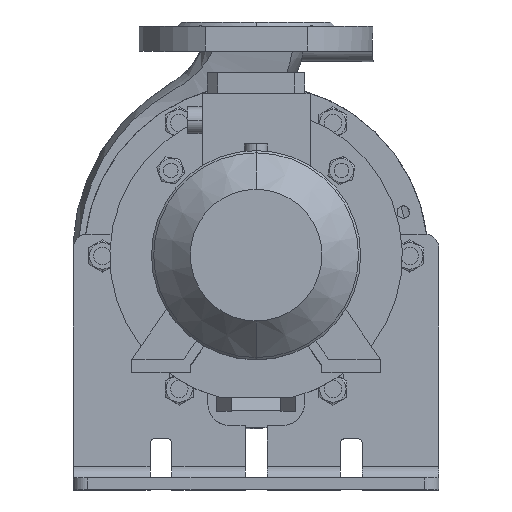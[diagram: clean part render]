
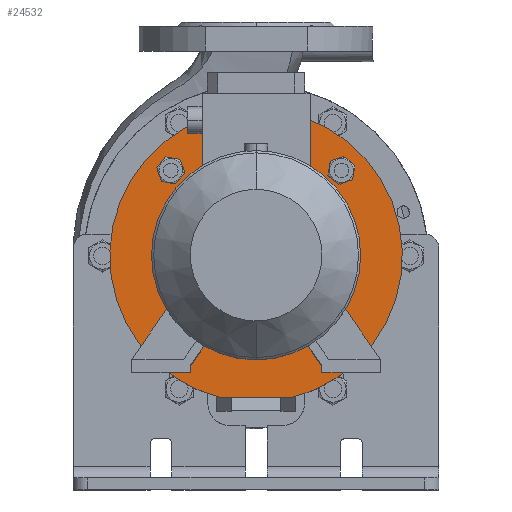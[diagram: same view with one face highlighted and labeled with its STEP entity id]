
A CAD part, top view. The second image highlights one B-rep face of the part: STEP entity #24532.
In plain terms, the highlighted planar face has unit normal (0, 0, 1).
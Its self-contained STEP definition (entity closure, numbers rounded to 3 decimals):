
#1206 = DIRECTION ( 'NONE',  ( 0., 0., -1. ) ) ;
#2700 = DIRECTION ( 'NONE',  ( 0., 1., 0. ) ) ;
#3581 = AXIS2_PLACEMENT_3D ( 'NONE', #21206, #51952, #4520 ) ;
#3949 = EDGE_CURVE ( 'NONE', #26019, #28784, #46381, .T. ) ;
#4033 = FACE_OUTER_BOUND ( 'NONE', #10990, .T. ) ;
#4287 = VERTEX_POINT ( 'NONE', #42842 ) ;
#4429 = DIRECTION ( 'NONE',  ( 0., 0., -1. ) ) ;
#4520 = DIRECTION ( 'NONE',  ( 0., -1., 0. ) ) ;
#4986 = AXIS2_PLACEMENT_3D ( 'NONE', #22795, #40413, #48971 ) ;
#5795 = EDGE_CURVE ( 'NONE', #32453, #36082, #16157, .T. ) ;
#6004 = CARTESIAN_POINT ( 'NONE',  ( -24.31, -97., 169. ) ) ;
#6110 = FACE_BOUND ( 'NONE', #52313, .T. ) ;
#6781 = DIRECTION ( 'NONE',  ( 0., 0., -1. ) ) ;
#7269 = AXIS2_PLACEMENT_3D ( 'NONE', #11996, #37243, #2700 ) ;
#7772 = AXIS2_PLACEMENT_3D ( 'NONE', #32793, #6781, #11151 ) ;
#8913 = EDGE_LOOP ( 'NONE', ( #19101, #10869 ) ) ;
#9573 = DIRECTION ( 'NONE',  ( 0., -1., 0. ) ) ;
#10023 = EDGE_CURVE ( 'NONE', #26370, #44372, #35717, .T. ) ;
#10338 = CARTESIAN_POINT ( 'NONE',  ( -59.739, -66.289, 169. ) ) ;
#10599 = DIRECTION ( 'NONE',  ( 0., -1., 0. ) ) ;
#10869 = ORIENTED_EDGE ( 'NONE', *, *, #23417, .T. ) ;
#10990 = EDGE_LOOP ( 'NONE', ( #18683, #22478, #32090 ) ) ;
#11151 = DIRECTION ( 'NONE',  ( 0., 1., 0. ) ) ;
#11332 = DIRECTION ( 'NONE',  ( 0., 0., -1. ) ) ;
#11686 = EDGE_CURVE ( 'NONE', #14316, #32453, #35318, .T. ) ;
#11915 = DIRECTION ( 'NONE',  ( 0., 0., -1. ) ) ;
#11996 = CARTESIAN_POINT ( 'NONE',  ( 0., 0., 169. ) ) ;
#12712 = CARTESIAN_POINT ( 'NONE',  ( 0., 0., 169. ) ) ;
#13037 = EDGE_CURVE ( 'NONE', #33298, #43034, #25240, .T. ) ;
#13940 = DIRECTION ( 'NONE',  ( 0., -1., 0. ) ) ;
#14136 = CARTESIAN_POINT ( 'NONE',  ( -56.934, -50.384, 169. ) ) ;
#14316 = VERTEX_POINT ( 'NONE', #6004 ) ;
#14563 = CIRCLE ( 'NONE', #33439, 8.075 ) ;
#15455 = AXIS2_PLACEMENT_3D ( 'NONE', #51255, #29776, #55573 ) ;
#15498 = ORIENTED_EDGE ( 'NONE', *, *, #42906, .F. ) ;
#16157 = CIRCLE ( 'NONE', #7269, 100. ) ;
#17039 = CARTESIAN_POINT ( 'NONE',  ( 56.934, 50.384, 169. ) ) ;
#17765 = CIRCLE ( 'NONE', #40410, 70. ) ;
#18683 = ORIENTED_EDGE ( 'NONE', *, *, #52921, .T. ) ;
#18933 = CARTESIAN_POINT ( 'NONE',  ( 59.739, 66.289, 169. ) ) ;
#19101 = ORIENTED_EDGE ( 'NONE', *, *, #10023, .T. ) ;
#20489 = ORIENTED_EDGE ( 'NONE', *, *, #27363, .T. ) ;
#21206 = CARTESIAN_POINT ( 'NONE',  ( 0., 100., 169. ) ) ;
#21599 = LINE ( 'NONE', #29513, #50133 ) ;
#21712 = AXIS2_PLACEMENT_3D ( 'NONE', #36768, #11332, #10599 ) ;
#22092 = DIRECTION ( 'NONE',  ( 0., 0., 1. ) ) ;
#22129 = CIRCLE ( 'NONE', #55809, 8.075 ) ;
#22478 = ORIENTED_EDGE ( 'NONE', *, *, #5795, .F. ) ;
#22795 = CARTESIAN_POINT ( 'NONE',  ( -58.336, -58.336, 169. ) ) ;
#23417 = EDGE_CURVE ( 'NONE', #44372, #26370, #33515, .T. ) ;
#24532 = ADVANCED_FACE ( 'NONE', ( #30531, #35310, #32591, #6110, #4033, #52898 ), #29129, .T. ) ;
#25240 = CIRCLE ( 'NONE', #7772, 70. ) ;
#26019 = VERTEX_POINT ( 'NONE', #10338 ) ;
#26370 = VERTEX_POINT ( 'NONE', #17039 ) ;
#26506 = CIRCLE ( 'NONE', #55766, 8.075 ) ;
#26792 = DIRECTION ( 'NONE',  ( 0., 0., 1. ) ) ;
#27363 = EDGE_CURVE ( 'NONE', #39656, #42881, #45081, .T. ) ;
#27802 = DIRECTION ( 'NONE',  ( 0., 0., -1. ) ) ;
#27917 = CARTESIAN_POINT ( 'NONE',  ( 0., -70., 169. ) ) ;
#28449 = AXIS2_PLACEMENT_3D ( 'NONE', #47153, #11915, #29511 ) ;
#28784 = VERTEX_POINT ( 'NONE', #14136 ) ;
#29129 = PLANE ( 'NONE',  #3581 ) ;
#29511 = DIRECTION ( 'NONE',  ( 0., -1., 0. ) ) ;
#29513 = CARTESIAN_POINT ( 'NONE',  ( -100., -97., 169. ) ) ;
#29674 = CIRCLE ( 'NONE', #4986, 8.075 ) ;
#29776 = DIRECTION ( 'NONE',  ( 0., 0., -1. ) ) ;
#30379 = CARTESIAN_POINT ( 'NONE',  ( 58.336, -58.336, 169. ) ) ;
#30531 = FACE_BOUND ( 'NONE', #8913, .T. ) ;
#31180 = ORIENTED_EDGE ( 'NONE', *, *, #51919, .T. ) ;
#31286 = AXIS2_PLACEMENT_3D ( 'NONE', #40706, #27802, #36585 ) ;
#31405 = CARTESIAN_POINT ( 'NONE',  ( -58.336, 58.336, 169. ) ) ;
#32090 = ORIENTED_EDGE ( 'NONE', *, *, #11686, .F. ) ;
#32453 = VERTEX_POINT ( 'NONE', #41682 ) ;
#32591 = FACE_BOUND ( 'NONE', #48930, .T. ) ;
#32793 = CARTESIAN_POINT ( 'NONE',  ( 0., 0., 169. ) ) ;
#33285 = ORIENTED_EDGE ( 'NONE', *, *, #3949, .T. ) ;
#33298 = VERTEX_POINT ( 'NONE', #34641 ) ;
#33439 = AXIS2_PLACEMENT_3D ( 'NONE', #31405, #22092, #9573 ) ;
#33515 = CIRCLE ( 'NONE', #43142, 8.075 ) ;
#33552 = ORIENTED_EDGE ( 'NONE', *, *, #42128, .T. ) ;
#33914 = DIRECTION ( 'NONE',  ( 1., 0., 0. ) ) ;
#34641 = CARTESIAN_POINT ( 'NONE',  ( 0., 70., 169. ) ) ;
#35111 = DIRECTION ( 'NONE',  ( 0., 1., 0. ) ) ;
#35310 = FACE_BOUND ( 'NONE', #44841, .T. ) ;
#35318 = CIRCLE ( 'NONE', #31286, 100. ) ;
#35717 = CIRCLE ( 'NONE', #21712, 8.075 ) ;
#36082 = VERTEX_POINT ( 'NONE', #56229 ) ;
#36585 = DIRECTION ( 'NONE',  ( 0., 1., 0. ) ) ;
#36768 = CARTESIAN_POINT ( 'NONE',  ( 58.336, 58.336, 169. ) ) ;
#37243 = DIRECTION ( 'NONE',  ( 0., 0., -1. ) ) ;
#39547 = CARTESIAN_POINT ( 'NONE',  ( -58.336, 58.336, 169. ) ) ;
#39656 = VERTEX_POINT ( 'NONE', #51308 ) ;
#40410 = AXIS2_PLACEMENT_3D ( 'NONE', #12712, #51985, #35111 ) ;
#40413 = DIRECTION ( 'NONE',  ( 0., 0., -1. ) ) ;
#40706 = CARTESIAN_POINT ( 'NONE',  ( 0., 0., 169. ) ) ;
#41352 = EDGE_CURVE ( 'NONE', #53378, #4287, #22129, .T. ) ;
#41682 = CARTESIAN_POINT ( 'NONE',  ( 0., 100., 169. ) ) ;
#42128 = EDGE_CURVE ( 'NONE', #28784, #26019, #29674, .T. ) ;
#42254 = ORIENTED_EDGE ( 'NONE', *, *, #41352, .F. ) ;
#42558 = DIRECTION ( 'NONE',  ( 0., -1., 0. ) ) ;
#42842 = CARTESIAN_POINT ( 'NONE',  ( -50.384, 56.934, 169. ) ) ;
#42881 = VERTEX_POINT ( 'NONE', #51316 ) ;
#42906 = EDGE_CURVE ( 'NONE', #4287, #53378, #14563, .T. ) ;
#43034 = VERTEX_POINT ( 'NONE', #27917 ) ;
#43142 = AXIS2_PLACEMENT_3D ( 'NONE', #49032, #1206, #13940 ) ;
#43589 = ORIENTED_EDGE ( 'NONE', *, *, #55428, .T. ) ;
#44068 = DIRECTION ( 'NONE',  ( 0., -1., 0. ) ) ;
#44372 = VERTEX_POINT ( 'NONE', #18933 ) ;
#44841 = EDGE_LOOP ( 'NONE', ( #31180, #20489 ) ) ;
#45081 = CIRCLE ( 'NONE', #28449, 8.075 ) ;
#46381 = CIRCLE ( 'NONE', #15455, 8.075 ) ;
#47153 = CARTESIAN_POINT ( 'NONE',  ( 58.336, -58.336, 169. ) ) ;
#48930 = EDGE_LOOP ( 'NONE', ( #33552, #33285 ) ) ;
#48971 = DIRECTION ( 'NONE',  ( 0., -1., 0. ) ) ;
#49032 = CARTESIAN_POINT ( 'NONE',  ( 58.336, 58.336, 169. ) ) ;
#49660 = CARTESIAN_POINT ( 'NONE',  ( -66.289, 59.739, 169. ) ) ;
#50133 = VECTOR ( 'NONE', #33914, 1000. ) ;
#50999 = ORIENTED_EDGE ( 'NONE', *, *, #13037, .T. ) ;
#51255 = CARTESIAN_POINT ( 'NONE',  ( -58.336, -58.336, 169. ) ) ;
#51308 = CARTESIAN_POINT ( 'NONE',  ( 66.289, -59.739, 169. ) ) ;
#51316 = CARTESIAN_POINT ( 'NONE',  ( 50.384, -56.934, 169. ) ) ;
#51919 = EDGE_CURVE ( 'NONE', #42881, #39656, #26506, .T. ) ;
#51952 = DIRECTION ( 'NONE',  ( 0., 0., 1. ) ) ;
#51985 = DIRECTION ( 'NONE',  ( 0., 0., -1. ) ) ;
#52313 = EDGE_LOOP ( 'NONE', ( #15498, #42254 ) ) ;
#52898 = FACE_BOUND ( 'NONE', #55706, .T. ) ;
#52921 = EDGE_CURVE ( 'NONE', #14316, #36082, #21599, .T. ) ;
#53378 = VERTEX_POINT ( 'NONE', #49660 ) ;
#55428 = EDGE_CURVE ( 'NONE', #43034, #33298, #17765, .T. ) ;
#55573 = DIRECTION ( 'NONE',  ( 0., -1., 0. ) ) ;
#55706 = EDGE_LOOP ( 'NONE', ( #50999, #43589 ) ) ;
#55766 = AXIS2_PLACEMENT_3D ( 'NONE', #30379, #4429, #42558 ) ;
#55809 = AXIS2_PLACEMENT_3D ( 'NONE', #39547, #26792, #44068 ) ;
#56229 = CARTESIAN_POINT ( 'NONE',  ( 24.31, -97., 169. ) ) ;
